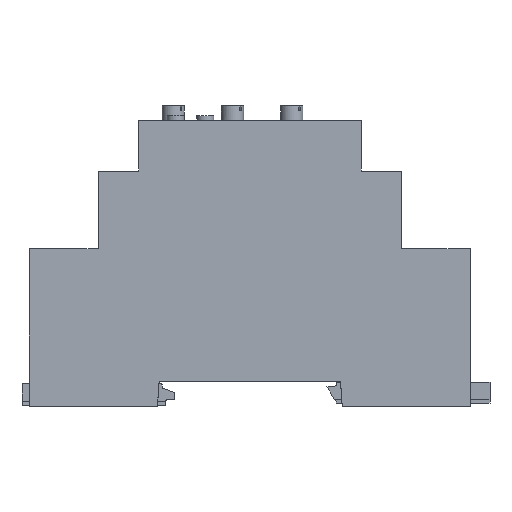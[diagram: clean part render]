
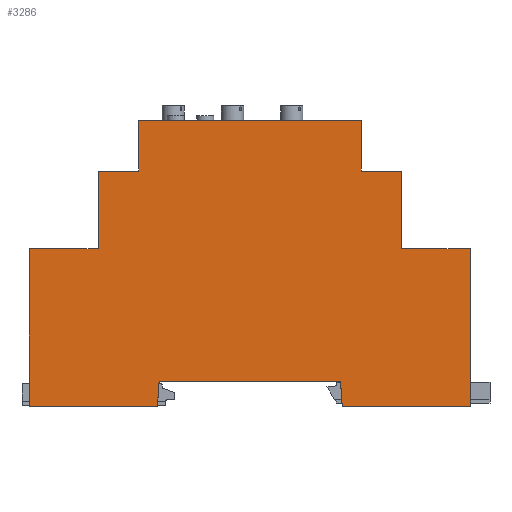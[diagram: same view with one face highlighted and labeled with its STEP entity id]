
A CAD part, left-side view. The second image highlights one B-rep face of the part: STEP entity #3286.
In plain terms, the highlighted planar face has unit normal (-1, 0, 0).
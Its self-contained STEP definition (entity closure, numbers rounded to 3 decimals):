
#3286=ADVANCED_FACE('',(#9670),#9672,.T.);
#9670=FACE_BOUND('',#9671,.T.);
#9671=EDGE_LOOP('',(#15333,#15334,#15335,#15336,#15337,#15338,#15339,#15340,#15341,
#15342,#15343,#15344,#15345,#15346,#15347,#15348));
#9672=PLANE('',#9673);
#9673=AXIS2_PLACEMENT_3D('',#9674,#9675,#9676);
#9674=CARTESIAN_POINT('',(-35.5,0.,0.));
#9675=DIRECTION('',(-1.,0.,0.));
#9676=DIRECTION('',(0.,0.,-1.));
#15333=ORIENTED_EDGE('',*,*,#19078,.T.);
#15334=ORIENTED_EDGE('',*,*,#19079,.T.);
#15335=ORIENTED_EDGE('',*,*,#19080,.T.);
#15336=ORIENTED_EDGE('',*,*,#19081,.T.);
#15337=ORIENTED_EDGE('',*,*,#19082,.T.);
#15338=ORIENTED_EDGE('',*,*,#19083,.T.);
#15339=ORIENTED_EDGE('',*,*,#19084,.T.);
#15340=ORIENTED_EDGE('',*,*,#19085,.T.);
#15341=ORIENTED_EDGE('',*,*,#19086,.T.);
#15342=ORIENTED_EDGE('',*,*,#19087,.T.);
#15343=ORIENTED_EDGE('',*,*,#19088,.T.);
#15344=ORIENTED_EDGE('',*,*,#18982,.T.);
#15345=ORIENTED_EDGE('',*,*,#19077,.T.);
#15346=ORIENTED_EDGE('',*,*,#19089,.T.);
#15347=ORIENTED_EDGE('',*,*,#19090,.T.);
#15348=ORIENTED_EDGE('',*,*,#19091,.T.);
#18982=EDGE_CURVE('',#22078,#22076,#22079,.T.);
#19077=EDGE_CURVE('',#22076,#22254,#22256,.T.);
#19078=EDGE_CURVE('',#22257,#22258,#22259,.T.);
#19079=EDGE_CURVE('',#22258,#22260,#22261,.T.);
#19080=EDGE_CURVE('',#22260,#22262,#22263,.T.);
#19081=EDGE_CURVE('',#22262,#22264,#22265,.T.);
#19082=EDGE_CURVE('',#22264,#22266,#22267,.T.);
#19083=EDGE_CURVE('',#22266,#22268,#22269,.T.);
#19084=EDGE_CURVE('',#22268,#22270,#22271,.T.);
#19085=EDGE_CURVE('',#22270,#22272,#22273,.T.);
#19086=EDGE_CURVE('',#22272,#22274,#22275,.T.);
#19087=EDGE_CURVE('',#22274,#22276,#22277,.T.);
#19088=EDGE_CURVE('',#22276,#22078,#22278,.T.);
#19089=EDGE_CURVE('',#22254,#22279,#22280,.T.);
#19090=EDGE_CURVE('',#22279,#22281,#22282,.T.);
#19091=EDGE_CURVE('',#22281,#22257,#22283,.T.);
#22076=VERTEX_POINT('',#28072);
#22078=VERTEX_POINT('',#28076);
#22079=LINE('',#28077,#28078);
#22254=VERTEX_POINT('',#28490);
#22256=LINE('',#28494,#28495);
#22257=VERTEX_POINT('',#28497);
#22258=VERTEX_POINT('',#28498);
#22259=LINE('',#28499,#28500);
#22260=VERTEX_POINT('',#28502);
#22261=LINE('',#28503,#28504);
#22262=VERTEX_POINT('',#28506);
#22263=LINE('',#28507,#28508);
#22264=VERTEX_POINT('',#28510);
#22265=LINE('',#28511,#28512);
#22266=VERTEX_POINT('',#28514);
#22267=LINE('',#28515,#28516);
#22268=VERTEX_POINT('',#28518);
#22269=LINE('',#28519,#28520);
#22270=VERTEX_POINT('',#28522);
#22271=LINE('',#28523,#28524);
#22272=VERTEX_POINT('',#28526);
#22273=LINE('',#28527,#28528);
#22274=VERTEX_POINT('',#28530);
#22275=LINE('',#28531,#28532);
#22276=VERTEX_POINT('',#28534);
#22277=LINE('',#28535,#28536);
#22278=LINE('',#28538,#28539);
#22279=VERTEX_POINT('',#28541);
#22280=LINE('',#28542,#28543);
#22281=VERTEX_POINT('',#28545);
#22282=LINE('',#28546,#28547);
#22283=LINE('',#28549,#28550);
#28072=CARTESIAN_POINT('',(-35.5,22.5,52.804));
#28076=CARTESIAN_POINT('',(-35.5,-22.5,52.804));
#28077=CARTESIAN_POINT('',(-35.5,-22.5,52.804));
#28078=VECTOR('',#28079,1.);
#28079=DIRECTION('',(0.,1.,0.));
#28490=CARTESIAN_POINT('',(-35.5,22.5,42.606));
#28494=CARTESIAN_POINT('',(-35.5,22.5,52.804));
#28495=VECTOR('',#28496,1.);
#28496=DIRECTION('',(0.,0.,-1.));
#28497=CARTESIAN_POINT('',(-35.5,44.6,26.878));
#28498=CARTESIAN_POINT('',(-35.5,44.6,-4.987));
#28499=CARTESIAN_POINT('',(-35.5,44.6,26.878));
#28500=VECTOR('',#28501,1.);
#28501=DIRECTION('',(0.,0.,-1.));
#28502=CARTESIAN_POINT('',(-35.5,18.7,-4.987));
#28503=CARTESIAN_POINT('',(-35.5,44.6,-4.987));
#28504=VECTOR('',#28505,1.);
#28505=DIRECTION('',(0.,-1.,0.));
#28506=CARTESIAN_POINT('',(-35.5,18.351,0.));
#28507=CARTESIAN_POINT('',(-35.5,18.7,-4.987));
#28508=VECTOR('',#28509,1.);
#28509=DIRECTION('',(0.,-0.07,0.998));
#28510=CARTESIAN_POINT('',(-35.5,-18.351,0.));
#28511=CARTESIAN_POINT('',(-35.5,18.351,0.));
#28512=VECTOR('',#28513,1.);
#28513=DIRECTION('',(0.,-1.,0.));
#28514=CARTESIAN_POINT('',(-35.5,-18.7,-4.987));
#28515=CARTESIAN_POINT('',(-35.5,-18.351,0.));
#28516=VECTOR('',#28517,1.);
#28517=DIRECTION('',(0.,-0.07,-0.998));
#28518=CARTESIAN_POINT('',(-35.5,-44.6,-4.987));
#28519=CARTESIAN_POINT('',(-35.5,-18.7,-4.987));
#28520=VECTOR('',#28521,1.);
#28521=DIRECTION('',(0.,-1.,0.));
#28522=CARTESIAN_POINT('',(-35.5,-44.6,26.878));
#28523=CARTESIAN_POINT('',(-35.5,-44.6,-4.987));
#28524=VECTOR('',#28525,1.);
#28525=DIRECTION('',(0.,0.,1.));
#28526=CARTESIAN_POINT('',(-35.5,-30.7,26.878));
#28527=CARTESIAN_POINT('',(-35.5,-44.6,26.878));
#28528=VECTOR('',#28529,1.);
#28529=DIRECTION('',(0.,1.,0.));
#28530=CARTESIAN_POINT('',(-35.5,-30.7,42.606));
#28531=CARTESIAN_POINT('',(-35.5,-30.7,26.878));
#28532=VECTOR('',#28533,1.);
#28533=DIRECTION('',(0.,0.,1.));
#28534=CARTESIAN_POINT('',(-35.5,-22.5,42.606));
#28535=CARTESIAN_POINT('',(-35.5,-30.7,42.606));
#28536=VECTOR('',#28537,1.);
#28537=DIRECTION('',(0.,1.,0.));
#28538=CARTESIAN_POINT('',(-35.5,-22.5,42.606));
#28539=VECTOR('',#28540,1.);
#28540=DIRECTION('',(0.,0.,1.));
#28541=CARTESIAN_POINT('',(-35.5,30.7,42.606));
#28542=CARTESIAN_POINT('',(-35.5,22.5,42.606));
#28543=VECTOR('',#28544,1.);
#28544=DIRECTION('',(0.,1.,0.));
#28545=CARTESIAN_POINT('',(-35.5,30.7,26.878));
#28546=CARTESIAN_POINT('',(-35.5,30.7,42.606));
#28547=VECTOR('',#28548,1.);
#28548=DIRECTION('',(0.,0.,-1.));
#28549=CARTESIAN_POINT('',(-35.5,30.7,26.878));
#28550=VECTOR('',#28551,1.);
#28551=DIRECTION('',(0.,1.,0.));
